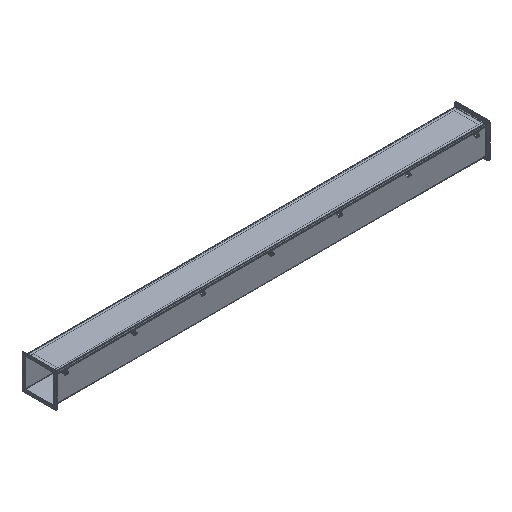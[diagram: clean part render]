
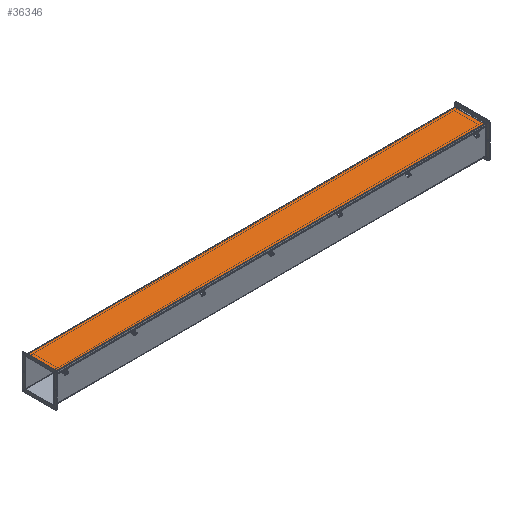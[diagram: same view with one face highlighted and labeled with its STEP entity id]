
A CAD part, isometric view. The second image highlights one B-rep face of the part: STEP entity #36346.
In plain terms, the highlighted planar face has unit normal (0, 0, 1).
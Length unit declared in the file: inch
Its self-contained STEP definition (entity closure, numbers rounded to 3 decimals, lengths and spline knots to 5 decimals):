
#389 = CARTESIAN_POINT ( 'NONE',  ( -59.218, -4.0805, 8.172 ) ) ;
#1409 = DIRECTION ( 'NONE',  ( 0., -1., 0. ) ) ;
#1984 = EDGE_CURVE ( 'NONE', #2337, #15503, #25345, .T. ) ;
#2337 = VERTEX_POINT ( 'NONE', #19491 ) ;
#3523 = CARTESIAN_POINT ( 'NONE',  ( 59.25, -4.1885, 8.172 ) ) ;
#4124 = EDGE_CURVE ( 'NONE', #31220, #17204, #12598, .T. ) ;
#5950 = DIRECTION ( 'NONE',  ( 1., 0., 0. ) ) ;
#6228 = VECTOR ( 'NONE', #9164, 39.37008 ) ;
#6878 = CARTESIAN_POINT ( 'NONE',  ( -59.218, -4.1885, 8.172 ) ) ;
#8639 = CARTESIAN_POINT ( 'NONE',  ( -59.218, -4.1885, 8.172 ) ) ;
#8648 = VECTOR ( 'NONE', #11846, 39.37008 ) ;
#8920 = ORIENTED_EDGE ( 'NONE', *, *, #1984, .T. ) ;
#9164 = DIRECTION ( 'NONE',  ( 0., 1., 0. ) ) ;
#11846 = DIRECTION ( 'NONE',  ( 1., 0., 0. ) ) ;
#12285 = ORIENTED_EDGE ( 'NONE', *, *, #4124, .T. ) ;
#12598 = LINE ( 'NONE', #389, #8648 ) ;
#15503 = VERTEX_POINT ( 'NONE', #31182 ) ;
#17204 = VERTEX_POINT ( 'NONE', #22037 ) ;
#17961 = VECTOR ( 'NONE', #19542, 39.37008 ) ;
#18699 = EDGE_CURVE ( 'NONE', #17204, #2337, #33310, .T. ) ;
#19491 = CARTESIAN_POINT ( 'NONE',  ( 59.25, 4.0785, 8.172 ) ) ;
#19542 = DIRECTION ( 'NONE',  ( -1., 0., 0. ) ) ;
#20079 = ORIENTED_EDGE ( 'NONE', *, *, #28667, .T. ) ;
#21544 = LINE ( 'NONE', #6878, #24570 ) ;
#22037 = CARTESIAN_POINT ( 'NONE',  ( 59.25, -4.0805, 8.172 ) ) ;
#23334 = DIRECTION ( 'NONE',  ( 0., 0., 1. ) ) ;
#24570 = VECTOR ( 'NONE', #1409, 39.37008 ) ;
#25345 = LINE ( 'NONE', #37345, #17961 ) ;
#26804 = PLANE ( 'NONE',  #27455 ) ;
#26997 = FACE_OUTER_BOUND ( 'NONE', #32128, .T. ) ;
#27455 = AXIS2_PLACEMENT_3D ( 'NONE', #8639, #23334, #5950 ) ;
#28667 = EDGE_CURVE ( 'NONE', #15503, #31220, #21544, .T. ) ;
#31182 = CARTESIAN_POINT ( 'NONE',  ( -59.218, 4.0785, 8.172 ) ) ;
#31220 = VERTEX_POINT ( 'NONE', #33025 ) ;
#32128 = EDGE_LOOP ( 'NONE', ( #20079, #12285, #32921, #8920 ) ) ;
#32921 = ORIENTED_EDGE ( 'NONE', *, *, #18699, .T. ) ;
#33025 = CARTESIAN_POINT ( 'NONE',  ( -59.218, -4.0805, 8.172 ) ) ;
#33310 = LINE ( 'NONE', #3523, #6228 ) ;
#36346 = ADVANCED_FACE ( 'NONE', ( #26997 ), #26804, .T. ) ;
#37345 = CARTESIAN_POINT ( 'NONE',  ( -59.218, 4.0785, 8.172 ) ) ;
